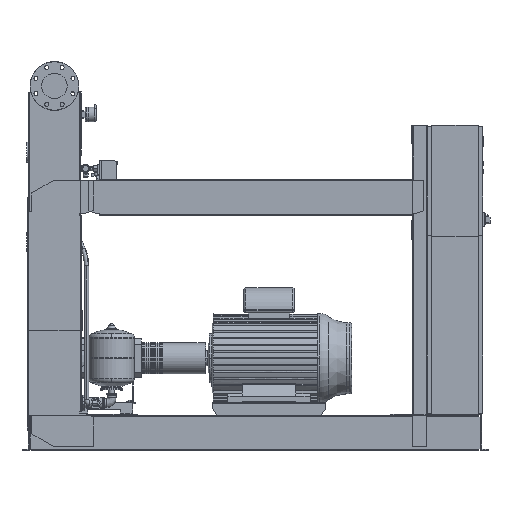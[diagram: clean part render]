
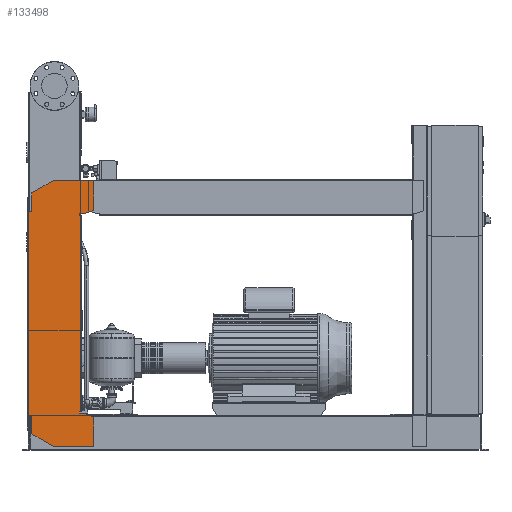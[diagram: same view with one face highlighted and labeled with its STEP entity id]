
A CAD part, front view. The second image highlights one B-rep face of the part: STEP entity #133498.
In plain terms, the highlighted free-form (B-spline) face has degree [1, 1] with [2, 2] control points.
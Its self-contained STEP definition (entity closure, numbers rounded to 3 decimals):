
#132983=CARTESIAN_POINT('',(-102.0,-463.5,1076.0));
#132984=VERTEX_POINT('',#132983);
#132991=CARTESIAN_POINT('',(-102.0,-463.5,1158.574));
#132992=VERTEX_POINT('',#132991);
#132993=CARTESIAN_POINT('',(-102.0,-463.5,1076.0));
#132994=DIRECTION('',(0.0,0.0,1.0));
#132995=VECTOR('',#132994,82.574);
#132996=LINE('',#132993,#132995);
#132997=EDGE_CURVE('',#132984,#132992,#132996,.T.);
#133015=CARTESIAN_POINT('',(-6.,-463.5,1214.0));
#133016=VERTEX_POINT('',#133015);
#133017=CARTESIAN_POINT('',(-102.0,-463.5,1158.574));
#133018=DIRECTION('',(0.866,0.0,0.5));
#133019=VECTOR('',#133018,110.851);
#133020=LINE('',#133017,#133019);
#133021=EDGE_CURVE('',#132992,#133016,#133020,.T.);
#133039=CARTESIAN_POINT('',(177.0,-463.5,1214.0));
#133040=VERTEX_POINT('',#133039);
#133041=CARTESIAN_POINT('',(-6.,-463.5,1214.0));
#133042=DIRECTION('',(1.0,0.0,0.0));
#133043=VECTOR('',#133042,183.0);
#133044=LINE('',#133041,#133043);
#133045=EDGE_CURVE('',#133016,#133040,#133044,.T.);
#133063=CARTESIAN_POINT('',(177.0,-463.5,1080.379));
#133064=VERTEX_POINT('',#133063);
#133065=CARTESIAN_POINT('',(177.0,-463.5,1214.0));
#133066=DIRECTION('',(0.0,0.0,-1.0));
#133067=VECTOR('',#133066,133.621);
#133068=LINE('',#133065,#133067);
#133069=EDGE_CURVE('',#133040,#133064,#133068,.T.);
#133087=CARTESIAN_POINT('',(132.,-463.5,1064.0));
#133088=VERTEX_POINT('',#133087);
#133089=CARTESIAN_POINT('',(177.0,-463.5,1080.379));
#133090=DIRECTION('',(-0.94,0.0,-0.342));
#133091=VECTOR('',#133090,47.888);
#133092=LINE('',#133089,#133091);
#133093=EDGE_CURVE('',#133064,#133088,#133092,.T.);
#133111=CARTESIAN_POINT('',(112.0,-463.5,1064.0));
#133112=VERTEX_POINT('',#133111);
#133113=CARTESIAN_POINT('',(132.,-463.5,1064.0));
#133114=DIRECTION('',(-1.0,0.0,0.0));
#133115=VECTOR('',#133114,20.);
#133116=LINE('',#133113,#133115);
#133117=EDGE_CURVE('',#133088,#133112,#133116,.T.);
#133135=CARTESIAN_POINT('',(112.0,-463.5,1056.0));
#133136=VERTEX_POINT('',#133135);
#133137=CARTESIAN_POINT('',(112.0,-463.5,1064.0));
#133138=DIRECTION('',(0.0,0.0,-1.0));
#133139=VECTOR('',#133138,8.0);
#133140=LINE('',#133137,#133139);
#133141=EDGE_CURVE('',#133112,#133136,#133140,.T.);
#133159=CARTESIAN_POINT('',(120.,-463.5,1056.0));
#133160=VERTEX_POINT('',#133159);
#133161=CARTESIAN_POINT('',(112.0,-463.5,1056.0));
#133162=DIRECTION('',(1.0,0.0,0.0));
#133163=VECTOR('',#133162,8.);
#133164=LINE('',#133161,#133163);
#133165=EDGE_CURVE('',#133136,#133160,#133164,.T.);
#133183=CARTESIAN_POINT('',(120.,-463.5,176.));
#133184=VERTEX_POINT('',#133183);
#133195=CARTESIAN_POINT('',(120.,-463.5,1056.0));
#133196=DIRECTION('',(0.0,0.0,-1.0));
#133197=VECTOR('',#133196,880.);
#133198=LINE('',#133195,#133197);
#133199=EDGE_CURVE('',#133160,#133184,#133198,.T.);
#133213=CARTESIAN_POINT('',(112.,-463.5,176.));
#133214=VERTEX_POINT('',#133213);
#133215=CARTESIAN_POINT('',(120.,-463.5,176.));
#133216=DIRECTION('',(-1.0,0.0,0.0));
#133217=VECTOR('',#133216,8.);
#133218=LINE('',#133215,#133217);
#133219=EDGE_CURVE('',#133184,#133214,#133218,.T.);
#133237=CARTESIAN_POINT('',(112.,-463.5,168.));
#133238=VERTEX_POINT('',#133237);
#133239=CARTESIAN_POINT('',(112.,-463.5,176.));
#133240=DIRECTION('',(0.0,0.0,-1.0));
#133241=VECTOR('',#133240,8.0);
#133242=LINE('',#133239,#133241);
#133243=EDGE_CURVE('',#133214,#133238,#133242,.T.);
#133261=CARTESIAN_POINT('',(132.,-463.5,168.));
#133262=VERTEX_POINT('',#133261);
#133263=CARTESIAN_POINT('',(112.,-463.5,168.));
#133264=DIRECTION('',(1.0,0.0,0.0));
#133265=VECTOR('',#133264,20.0);
#133266=LINE('',#133263,#133265);
#133267=EDGE_CURVE('',#133238,#133262,#133266,.T.);
#133285=CARTESIAN_POINT('',(177.,-463.5,151.621));
#133286=VERTEX_POINT('',#133285);
#133287=CARTESIAN_POINT('',(132.,-463.5,168.));
#133288=DIRECTION('',(0.94,0.0,-0.342));
#133289=VECTOR('',#133288,47.888);
#133290=LINE('',#133287,#133289);
#133291=EDGE_CURVE('',#133262,#133286,#133290,.T.);
#133309=CARTESIAN_POINT('',(177.,-463.5,18.0));
#133310=VERTEX_POINT('',#133309);
#133311=CARTESIAN_POINT('',(177.,-463.5,151.621));
#133312=DIRECTION('',(0.0,0.0,-1.0));
#133313=VECTOR('',#133312,133.621);
#133314=LINE('',#133311,#133313);
#133315=EDGE_CURVE('',#133286,#133310,#133314,.T.);
#133333=CARTESIAN_POINT('',(-4.,-463.5,18.0));
#133334=VERTEX_POINT('',#133333);
#133335=CARTESIAN_POINT('',(177.,-463.5,18.0));
#133336=DIRECTION('',(-1.0,0.0,0.0));
#133337=VECTOR('',#133336,181.);
#133338=LINE('',#133335,#133337);
#133339=EDGE_CURVE('',#133310,#133334,#133338,.T.);
#133357=CARTESIAN_POINT('',(-102.,-463.5,74.58));
#133358=VERTEX_POINT('',#133357);
#133359=CARTESIAN_POINT('',(-4.,-463.5,18.0));
#133360=DIRECTION('',(-0.866,0.,0.5));
#133361=VECTOR('',#133360,113.161);
#133362=LINE('',#133359,#133361);
#133363=EDGE_CURVE('',#133334,#133358,#133362,.T.);
#133381=CARTESIAN_POINT('',(-102.,-463.5,156.0));
#133382=VERTEX_POINT('',#133381);
#133383=CARTESIAN_POINT('',(-102.,-463.5,74.58));
#133384=DIRECTION('',(0.0,0.0,1.0));
#133385=VECTOR('',#133384,81.42);
#133386=LINE('',#133383,#133385);
#133387=EDGE_CURVE('',#133358,#133382,#133386,.T.);
#133405=CARTESIAN_POINT('',(-122.,-463.5,156.0));
#133406=VERTEX_POINT('',#133405);
#133407=CARTESIAN_POINT('',(-102.,-463.5,156.0));
#133408=DIRECTION('',(-1.0,0.0,0.0));
#133409=VECTOR('',#133408,20.0);
#133410=LINE('',#133407,#133409);
#133411=EDGE_CURVE('',#133382,#133406,#133410,.T.);
#133429=CARTESIAN_POINT('',(-122.0,-463.5,1076.0));
#133430=VERTEX_POINT('',#133429);
#133443=CARTESIAN_POINT('',(-122.,-463.5,156.0));
#133444=DIRECTION('',(0.0,0.0,1.0));
#133445=VECTOR('',#133444,920.0);
#133446=LINE('',#133443,#133445);
#133447=EDGE_CURVE('',#133406,#133430,#133446,.T.);
#133461=CARTESIAN_POINT('',(-122.0,-463.5,1076.0));
#133462=DIRECTION('',(1.0,0.0,0.0));
#133463=VECTOR('',#133462,20.0);
#133464=LINE('',#133461,#133463);
#133465=EDGE_CURVE('',#133430,#132984,#133464,.T.);
#133471=CARTESIAN_POINT('',(-122.,-463.5,18.0));
#133472=CARTESIAN_POINT('',(177.0,-463.5,18.0));
#133473=CARTESIAN_POINT('',(-122.,-463.5,1214.0));
#133474=CARTESIAN_POINT('',(177.0,-463.5,1214.0));
#133475=B_SPLINE_SURFACE_WITH_KNOTS('',1,1,((#133471,#133473),(#133472,#133474)),.UNSPECIFIED.,.F.,.F.,.U.,(2,2),(2,2),(0.0,299.),(0.0,1196.0),.UNSPECIFIED.);
#133476=ORIENTED_EDGE('',*,*,#133465,.F.);
#133477=ORIENTED_EDGE('',*,*,#133447,.F.);
#133478=ORIENTED_EDGE('',*,*,#133411,.F.);
#133479=ORIENTED_EDGE('',*,*,#133387,.F.);
#133480=ORIENTED_EDGE('',*,*,#133363,.F.);
#133481=ORIENTED_EDGE('',*,*,#133339,.F.);
#133482=ORIENTED_EDGE('',*,*,#133315,.F.);
#133483=ORIENTED_EDGE('',*,*,#133291,.F.);
#133484=ORIENTED_EDGE('',*,*,#133267,.F.);
#133485=ORIENTED_EDGE('',*,*,#133243,.F.);
#133486=ORIENTED_EDGE('',*,*,#133219,.F.);
#133487=ORIENTED_EDGE('',*,*,#133199,.F.);
#133488=ORIENTED_EDGE('',*,*,#133165,.F.);
#133489=ORIENTED_EDGE('',*,*,#133141,.F.);
#133490=ORIENTED_EDGE('',*,*,#133117,.F.);
#133491=ORIENTED_EDGE('',*,*,#133093,.F.);
#133492=ORIENTED_EDGE('',*,*,#133069,.F.);
#133493=ORIENTED_EDGE('',*,*,#133045,.F.);
#133494=ORIENTED_EDGE('',*,*,#133021,.F.);
#133495=ORIENTED_EDGE('',*,*,#132997,.F.);
#133496=EDGE_LOOP('',(#133476,#133477,#133478,#133479,#133480,#133481,#133482,#133483,#133484,#133485,#133486,#133487,#133488,#133489,#133490,#133491,#133492,#133493,#133494,#133495));
#133497=FACE_OUTER_BOUND('',#133496,.T.);
#133498=ADVANCED_FACE('',(#133497),#133475,.T.);
